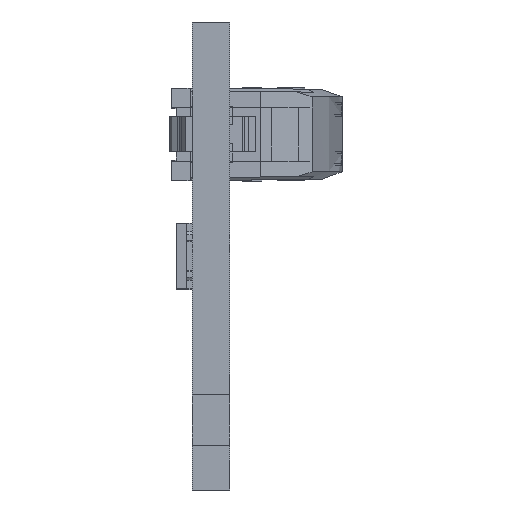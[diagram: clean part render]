
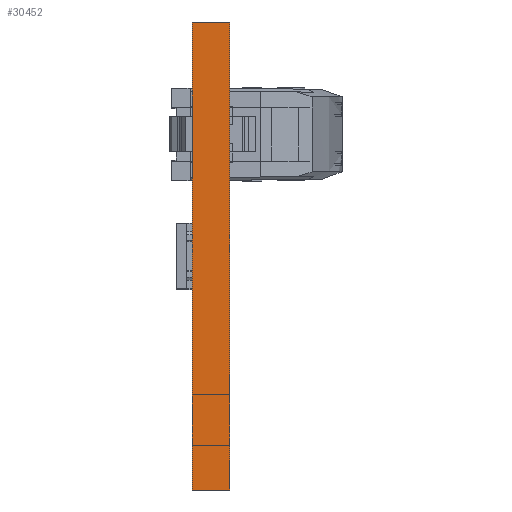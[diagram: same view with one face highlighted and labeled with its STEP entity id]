
A CAD part, left-side view. The second image highlights one B-rep face of the part: STEP entity #30452.
In plain terms, the highlighted planar face has unit normal (-1, 0, 0).
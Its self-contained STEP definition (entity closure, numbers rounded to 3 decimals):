
#6985 = CARTESIAN_POINT ( 'NONE',  ( 0., -1.6, 0. ) ) ;
#7061 = VECTOR ( 'NONE', #78223, 1000. ) ;
#11035 = CARTESIAN_POINT ( 'NONE',  ( 0., -1.6, 0. ) ) ;
#12924 = CARTESIAN_POINT ( 'NONE',  ( 0., -1.6, -20. ) ) ;
#14234 = EDGE_CURVE ( 'NONE', #74508, #39481, #21045, .T. ) ;
#14964 = LINE ( 'NONE', #104096, #69156 ) ;
#21045 = LINE ( 'NONE', #118893, #51313 ) ;
#21254 = DIRECTION ( 'NONE',  ( 0., 0., -1. ) ) ;
#21855 = ORIENTED_EDGE ( 'NONE', *, *, #124950, .T. ) ;
#30452 = ADVANCED_FACE ( 'NONE', ( #47302 ), #100579, .F. ) ;
#35216 = CARTESIAN_POINT ( 'NONE',  ( 0., 0., -20. ) ) ;
#39481 = VERTEX_POINT ( 'NONE', #35216 ) ;
#43099 = DIRECTION ( 'NONE',  ( 0., 0., -1. ) ) ;
#44918 = EDGE_CURVE ( 'NONE', #105440, #74508, #14964, .T. ) ;
#47302 = FACE_OUTER_BOUND ( 'NONE', #69058, .T. ) ;
#51313 = VECTOR ( 'NONE', #129475, 1000. ) ;
#52672 = EDGE_CURVE ( 'NONE', #105440, #90723, #85161, .T. ) ;
#69058 = EDGE_LOOP ( 'NONE', ( #21855, #120951, #71246, #80879 ) ) ;
#69156 = VECTOR ( 'NONE', #43099, 1000. ) ;
#71246 = ORIENTED_EDGE ( 'NONE', *, *, #44918, .F. ) ;
#74508 = VERTEX_POINT ( 'NONE', #12924 ) ;
#78223 = DIRECTION ( 'NONE',  ( 0., 1., 0. ) ) ;
#80879 = ORIENTED_EDGE ( 'NONE', *, *, #52672, .T. ) ;
#82236 = CARTESIAN_POINT ( 'NONE',  ( 0., -1.6, 0. ) ) ;
#82343 = DIRECTION ( 'NONE',  ( 1., 0., 0. ) ) ;
#85161 = LINE ( 'NONE', #6985, #7061 ) ;
#90723 = VERTEX_POINT ( 'NONE', #116064 ) ;
#94708 = LINE ( 'NONE', #107422, #115215 ) ;
#97695 = DIRECTION ( 'NONE',  ( 0., 0., -1. ) ) ;
#100579 = PLANE ( 'NONE',  #100751 ) ;
#100751 = AXIS2_PLACEMENT_3D ( 'NONE', #11035, #82343, #21254 ) ;
#104096 = CARTESIAN_POINT ( 'NONE',  ( 0., -1.6, 0. ) ) ;
#105440 = VERTEX_POINT ( 'NONE', #82236 ) ;
#107422 = CARTESIAN_POINT ( 'NONE',  ( 0., 0., 0. ) ) ;
#115215 = VECTOR ( 'NONE', #97695, 1000. ) ;
#116064 = CARTESIAN_POINT ( 'NONE',  ( 0., 0., 0. ) ) ;
#118893 = CARTESIAN_POINT ( 'NONE',  ( 0., -1.6, -20. ) ) ;
#120951 = ORIENTED_EDGE ( 'NONE', *, *, #14234, .F. ) ;
#124950 = EDGE_CURVE ( 'NONE', #90723, #39481, #94708, .T. ) ;
#129475 = DIRECTION ( 'NONE',  ( 0., 1., 0. ) ) ;
